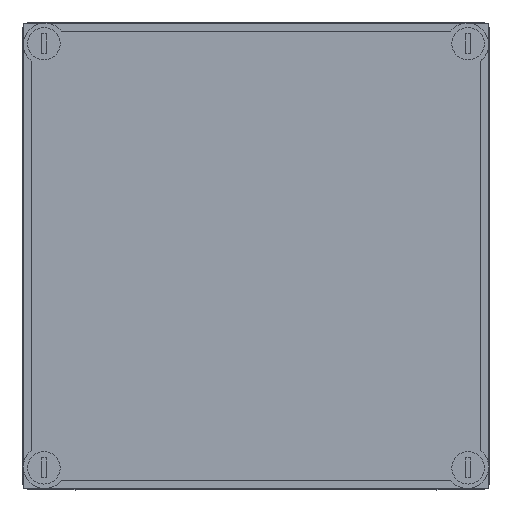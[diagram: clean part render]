
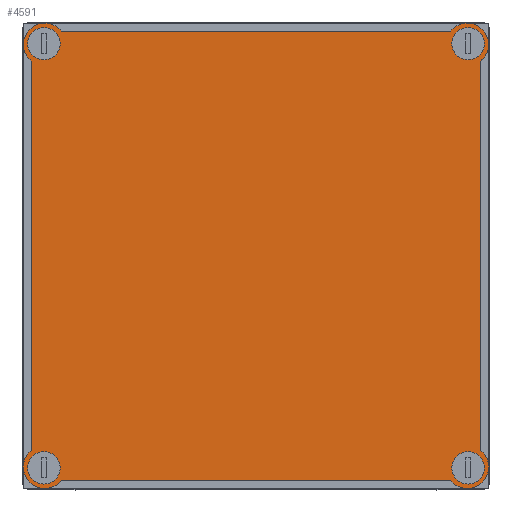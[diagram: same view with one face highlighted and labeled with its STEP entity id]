
A CAD part, top view. The second image highlights one B-rep face of the part: STEP entity #4591.
In plain terms, the highlighted planar face has unit normal (0, 0, 1).
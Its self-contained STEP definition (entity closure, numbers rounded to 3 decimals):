
#4591 = ADVANCED_FACE( '', ( #9626, #9627, #9628, #9629, #9630 ), #9631, .T. );
#9626 = FACE_BOUND( '', #14912, .T. );
#9627 = FACE_BOUND( '', #14913, .T. );
#9628 = FACE_BOUND( '', #14914, .T. );
#9629 = FACE_BOUND( '', #14915, .T. );
#9630 = FACE_OUTER_BOUND( '', #14916, .T. );
#9631 = PLANE( '', #14917 );
#14912 = EDGE_LOOP( '', ( #28915 ) );
#14913 = EDGE_LOOP( '', ( #28916 ) );
#14914 = EDGE_LOOP( '', ( #28917 ) );
#14915 = EDGE_LOOP( '', ( #28918 ) );
#14916 = EDGE_LOOP( '', ( #28919, #28920, #28921, #28922, #28923, #28924, #28925, #28926 ) );
#14917 = AXIS2_PLACEMENT_3D( '', #28927, #28928, #28929 );
#28915 = ORIENTED_EDGE( '', *, *, #35965, .F. );
#28916 = ORIENTED_EDGE( '', *, *, #33125, .F. );
#28917 = ORIENTED_EDGE( '', *, *, #36680, .F. );
#28918 = ORIENTED_EDGE( '', *, *, #33942, .F. );
#28919 = ORIENTED_EDGE( '', *, *, #35729, .T. );
#28920 = ORIENTED_EDGE( '', *, *, #33434, .T. );
#28921 = ORIENTED_EDGE( '', *, *, #36681, .T. );
#28922 = ORIENTED_EDGE( '', *, *, #36682, .T. );
#28923 = ORIENTED_EDGE( '', *, *, #31081, .F. );
#28924 = ORIENTED_EDGE( '', *, *, #36683, .T. );
#28925 = ORIENTED_EDGE( '', *, *, #35752, .F. );
#28926 = ORIENTED_EDGE( '', *, *, #36649, .T. );
#28927 = CARTESIAN_POINT( '', ( 0., 0., 55. ) );
#28928 = DIRECTION( '', ( 0., 0., 1. ) );
#28929 = DIRECTION( '', ( 1., 0., 0. ) );
#31081 = EDGE_CURVE( '', #37159, #37160, #37161, .T. );
#33125 = EDGE_CURVE( '', #40783, #40783, #40784, .T. );
#33434 = EDGE_CURVE( '', #41267, #41265, #41268, .T. );
#33942 = EDGE_CURVE( '', #42040, #42040, #42041, .T. );
#35729 = EDGE_CURVE( '', #44516, #41267, #44517, .T. );
#35752 = EDGE_CURVE( '', #44545, #44546, #44547, .T. );
#35965 = EDGE_CURVE( '', #44803, #44803, #44804, .T. );
#36649 = EDGE_CURVE( '', #44545, #44516, #45579, .T. );
#36680 = EDGE_CURVE( '', #45613, #45613, #45614, .T. );
#36681 = EDGE_CURVE( '', #41265, #45615, #45616, .T. );
#36682 = EDGE_CURVE( '', #45615, #37160, #45617, .T. );
#36683 = EDGE_CURVE( '', #37159, #44546, #45618, .T. );
#37159 = VERTEX_POINT( '', #46160 );
#37160 = VERTEX_POINT( '', #46161 );
#37161 = LINE( '', #46162, #46163 );
#40783 = VERTEX_POINT( '', #50945 );
#40784 = CIRCLE( '', #50946, 13. );
#41265 = VERTEX_POINT( '', #51598 );
#41267 = VERTEX_POINT( '', #51601 );
#41268 = CIRCLE( '', #51602, 17.18 );
#42040 = VERTEX_POINT( '', #52676 );
#42041 = CIRCLE( '', #52677, 13. );
#44516 = VERTEX_POINT( '', #56071 );
#44517 = LINE( '', #56072, #56073 );
#44545 = VERTEX_POINT( '', #56112 );
#44546 = VERTEX_POINT( '', #56113 );
#44547 = LINE( '', #56114, #56115 );
#44803 = VERTEX_POINT( '', #56471 );
#44804 = CIRCLE( '', #56472, 13. );
#45579 = CIRCLE( '', #57513, 17.18 );
#45613 = VERTEX_POINT( '', #57554 );
#45614 = CIRCLE( '', #57555, 13. );
#45615 = VERTEX_POINT( '', #57556 );
#45616 = LINE( '', #57557, #57558 );
#45617 = CIRCLE( '', #57559, 17.18 );
#45618 = CIRCLE( '', #57560, 17.18 );
#46160 = CARTESIAN_POINT( '', ( 342.439, 6.4, 55. ) );
#46161 = CARTESIAN_POINT( '', ( 30.561, 6.4, 55. ) );
#46162 = CARTESIAN_POINT( '', ( 373., 6.4, 55. ) );
#46163 = VECTOR( '', #58041, 1000. );
#50945 = CARTESIAN_POINT( '', ( 29.5, 16.5, 55. ) );
#50946 = AXIS2_PLACEMENT_3D( '', #61071, #61072, #61073 );
#51598 = CARTESIAN_POINT( '', ( 6.4, 342.439, 55. ) );
#51601 = CARTESIAN_POINT( '', ( 30.561, 366.6, 55. ) );
#51602 = AXIS2_PLACEMENT_3D( '', #61426, #61427, #61428 );
#52676 = CARTESIAN_POINT( '', ( 369.5, 356.5, 55. ) );
#52677 = AXIS2_PLACEMENT_3D( '', #62013, #62014, #62015 );
#56071 = CARTESIAN_POINT( '', ( 342.439, 366.6, 55. ) );
#56072 = CARTESIAN_POINT( '', ( 373., 366.6, 55. ) );
#56073 = VECTOR( '', #63994, 1000. );
#56112 = CARTESIAN_POINT( '', ( 366.6, 342.439, 55. ) );
#56113 = CARTESIAN_POINT( '', ( 366.6, 30.561, 55. ) );
#56114 = CARTESIAN_POINT( '', ( 366.6, 373., 55. ) );
#56115 = VECTOR( '', #64012, 1000. );
#56471 = CARTESIAN_POINT( '', ( 29.5, 356.5, 55. ) );
#56472 = AXIS2_PLACEMENT_3D( '', #64203, #64204, #64205 );
#57513 = AXIS2_PLACEMENT_3D( '', #64706, #64707, #64708 );
#57554 = CARTESIAN_POINT( '', ( 369.5, 16.5, 55. ) );
#57555 = AXIS2_PLACEMENT_3D( '', #64731, #64732, #64733 );
#57556 = CARTESIAN_POINT( '', ( 6.4, 30.561, 55. ) );
#57557 = CARTESIAN_POINT( '', ( 6.4, 373., 55. ) );
#57558 = VECTOR( '', #64734, 1000. );
#57559 = AXIS2_PLACEMENT_3D( '', #64735, #64736, #64737 );
#57560 = AXIS2_PLACEMENT_3D( '', #64738, #64739, #64740 );
#58041 = DIRECTION( '', ( -1., 0., 0. ) );
#61071 = CARTESIAN_POINT( '', ( 16.5, 16.5, 55. ) );
#61072 = DIRECTION( '', ( 0., 0., 1. ) );
#61073 = DIRECTION( '', ( 1., 0., 0. ) );
#61426 = CARTESIAN_POINT( '', ( 17.2, 355.8, 55. ) );
#61427 = DIRECTION( '', ( 0., 0., 1. ) );
#61428 = DIRECTION( '', ( 1., 0., 0. ) );
#62013 = CARTESIAN_POINT( '', ( 356.5, 356.5, 55. ) );
#62014 = DIRECTION( '', ( 0., 0., 1. ) );
#62015 = DIRECTION( '', ( 1., 0., 0. ) );
#63994 = DIRECTION( '', ( -1., 0., 0. ) );
#64012 = DIRECTION( '', ( 0., -1., 0. ) );
#64203 = CARTESIAN_POINT( '', ( 16.5, 356.5, 55. ) );
#64204 = DIRECTION( '', ( 0., 0., 1. ) );
#64205 = DIRECTION( '', ( 1., 0., 0. ) );
#64706 = CARTESIAN_POINT( '', ( 355.8, 355.8, 55. ) );
#64707 = DIRECTION( '', ( 0., 0., 1. ) );
#64708 = DIRECTION( '', ( 1., 0., 0. ) );
#64731 = CARTESIAN_POINT( '', ( 356.5, 16.5, 55. ) );
#64732 = DIRECTION( '', ( 0., 0., 1. ) );
#64733 = DIRECTION( '', ( 1., 0., 0. ) );
#64734 = DIRECTION( '', ( 0., -1., 0. ) );
#64735 = CARTESIAN_POINT( '', ( 17.2, 17.2, 55. ) );
#64736 = DIRECTION( '', ( 0., 0., 1. ) );
#64737 = DIRECTION( '', ( 1., 0., 0. ) );
#64738 = CARTESIAN_POINT( '', ( 355.8, 17.2, 55. ) );
#64739 = DIRECTION( '', ( 0., 0., 1. ) );
#64740 = DIRECTION( '', ( 1., 0., 0. ) );
